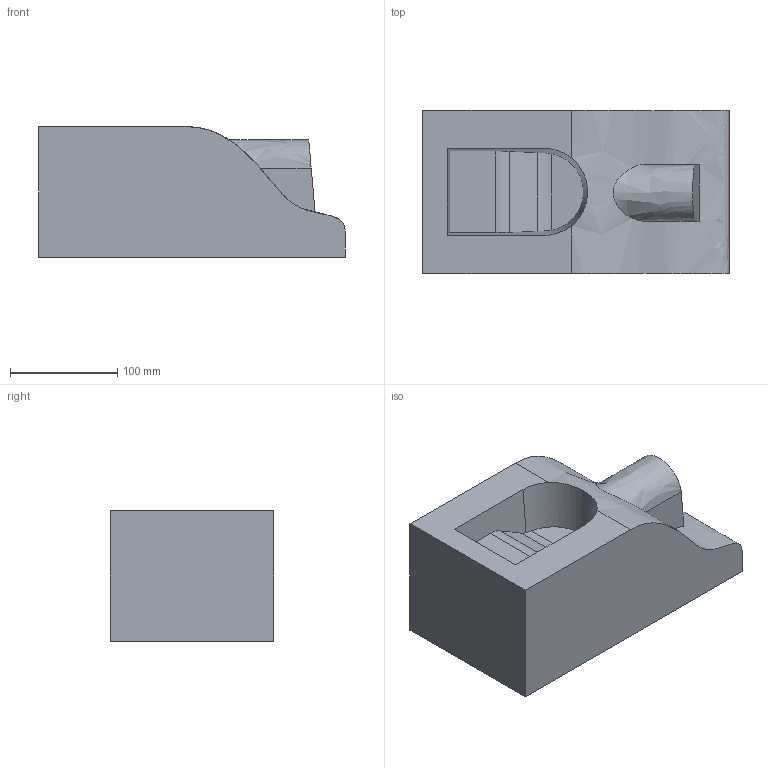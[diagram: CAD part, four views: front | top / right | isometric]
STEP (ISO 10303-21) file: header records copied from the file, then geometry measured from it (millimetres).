
FILE_DESCRIPTION((''),'2;1');
FILE_NAME('NC_DRIVE.stp', '2000-08-23T10:29:38',('User'),('SDRC'),'I-DEAS Master Series 8','UNIX', 'Yes');
FILE_SCHEMA(('CONFIG_CONTROL_DESIGN'));
Length unit declared in the file: millimetre
Bounding box: 286.25 x 152.4 x 121.97 mm (x, y, z)
Volume: 4122781.8 mm3; surface area: 190563.7 mm2
Topology: 1 solids, 1 shells, 20 faces, 51 edges, 39 vertices
Faces by surface type: bspline 20
Entity records: 717 total; most frequent: CARTESIAN_POINT 302, ORIENTED_EDGE 102, EDGE_CURVE 51, VERTEX_POINT 34, B_SPLINE_CURVE_WITH_KNOTS 24, EDGE_LOOP 21, FACE_OUTER_BOUND 20, ADVANCED_FACE 20
